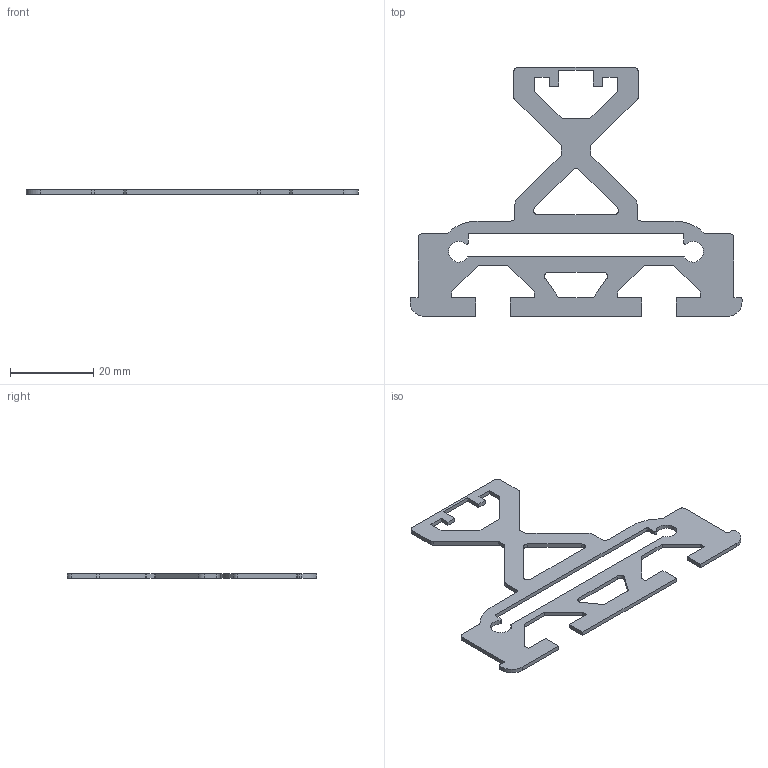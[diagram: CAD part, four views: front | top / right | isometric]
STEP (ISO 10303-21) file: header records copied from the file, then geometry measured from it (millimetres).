
FILE_DESCRIPTION(/* description */ ('Führungsprofil 60 x 80'),/* implementation_level */ '2;1');
FILE_NAME(/* name */ 'SP140.stp',/* time_stamp */ '2015-09-04T08:01:50+02:00',/* author */ ('sebastianschwarze'),/* organization */ (''),/* preprocessor_version */ 'ST-DEVELOPER v15.6',/* originating_system */ 'Autodesk Inventor 2015',/* authorisation */ 'Anzahl');
FILE_SCHEMA (('AUTOMOTIVE_DESIGN { 1 0 10303 214 3 1 1 }'));
Length unit declared in the file: millimetre
Products named in the file (1): SP140_extern
Bounding box: 80 x 60 x 1 mm (x, y, z)
Volume: 1501.1 mm3; surface area: 3659.2 mm2
Topology: 1 solids, 1 shells, 112 faces, 330 edges, 220 vertices
Faces by surface type: plane 71, cylinder 41
Entity records: 3776 total; most frequent: CARTESIAN_POINT 663, ORIENTED_EDGE 660, DIRECTION 638, EDGE_CURVE 330, LINE 248, VECTOR 248, VERTEX_POINT 220, AXIS2_PLACEMENT_3D 195
